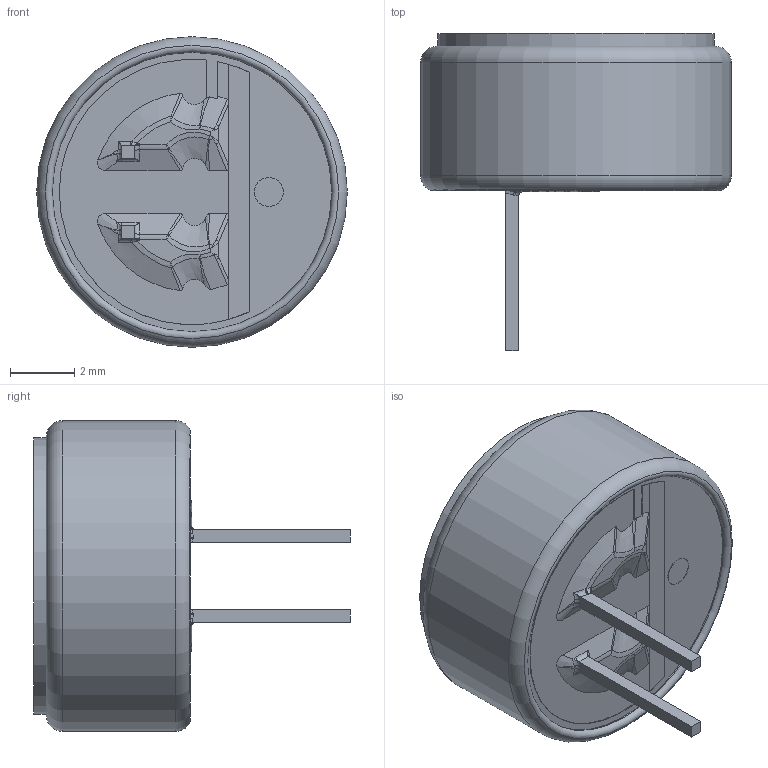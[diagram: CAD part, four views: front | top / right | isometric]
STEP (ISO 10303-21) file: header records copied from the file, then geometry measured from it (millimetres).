
FILE_DESCRIPTION(/* description */ (''),/* implementation_level */ '2;1');
FILE_NAME(/* name */ 'AOM-4546P-R.ipt.step',/* time_stamp */ '2024-02-07T22:20:33-05:00',/* author */ ('pitzer'),/* organization */ (''),/* preprocessor_version */ 'ST-DEVELOPER v20',/* originating_system */ 'Autodesk Inventor 2024',/* authorisation */ '');
FILE_SCHEMA (('AUTOMOTIVE_DESIGN { 1 0 10303 214 3 1 1 }'));
Length unit declared in the file: millimetre
Products named in the file (1): AOM-4546P-R
Bounding box: 9.7 x 9.9 x 9.7 mm (x, y, z)
Volume: 213.8 mm3; surface area: 472.3 mm2
Topology: 1 solids, 2 shells, 158 faces, 377 edges, 226 vertices
Faces by surface type: bspline 75, plane 38, cylinder 34, torus 9, sphere 2
Full cylindrical faces by diameter (mm): 0.45 x6, 0.9 x1, 7.7 x1, 8.625 x1, 8.722 x1, 9.7 x1
Entity records: 6105 total; most frequent: CARTESIAN_POINT 2870, ORIENTED_EDGE 736, DIRECTION 488, EDGE_CURVE 368, VERTEX_POINT 225, AXIS2_PLACEMENT_3D 202, EDGE_LOOP 167, B_SPLINE_CURVE_WITH_KNOTS 166
